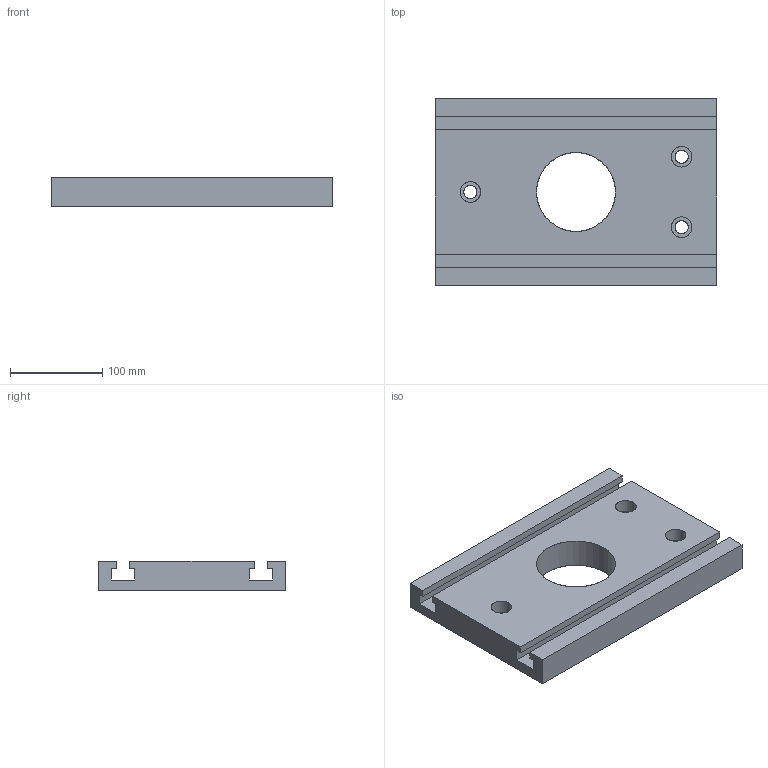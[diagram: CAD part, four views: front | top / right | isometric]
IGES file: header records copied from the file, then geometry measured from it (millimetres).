
Start section: SolidWorks IGES file using analytic representation for surfaces
Global section: file name: 5201.IGS; native system: SolidWorks 2013; preprocessor: SolidWorks 2013; author: igipson; date: 130816.112829; units: inch
Bounding box: 304.8 x 203.2 x 31.75 mm (x, y, z)
Surface area: 194075.4 mm2 (no closed solid volume)
Topology: 0 solids, 0 shells, 39 faces, 688 edges, 688 vertices
Faces by surface type: bspline 25, revolution 14
